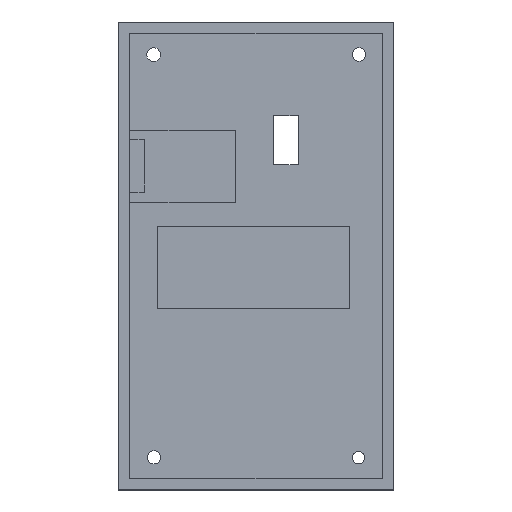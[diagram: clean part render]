
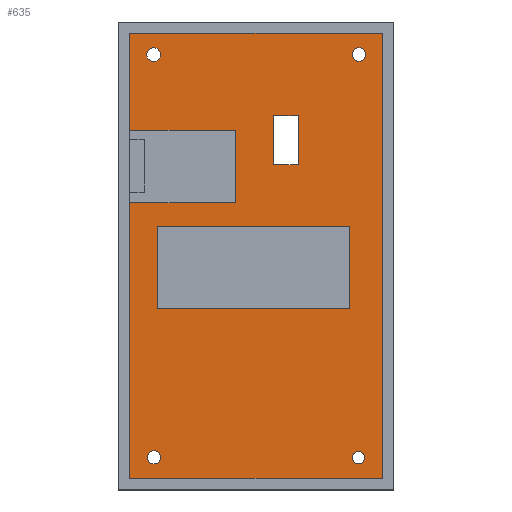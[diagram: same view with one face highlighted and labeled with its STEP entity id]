
A CAD part, top view. The second image highlights one B-rep face of the part: STEP entity #635.
In plain terms, the highlighted planar face has unit normal (0, 0, 1).
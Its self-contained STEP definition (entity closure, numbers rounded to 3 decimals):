
#269 = EDGE_CURVE('',#270,#270,#272,.T.);
#270 = VERTEX_POINT('',#271);
#271 = CARTESIAN_POINT('',(-18.355,-38.732,0.));
#272 = CIRCLE('',#273,1.263);
#273 = AXIS2_PLACEMENT_3D('',#274,#275,#276);
#274 = CARTESIAN_POINT('',(-19.618,-38.732,0.));
#275 = DIRECTION('',(0.,0.,1.));
#276 = DIRECTION('',(1.,0.,0.));
#294 = EDGE_CURVE('',#295,#295,#297,.T.);
#295 = VERTEX_POINT('',#296);
#296 = CARTESIAN_POINT('',(20.911,-38.804,0.));
#297 = CIRCLE('',#298,1.193);
#298 = AXIS2_PLACEMENT_3D('',#299,#300,#301);
#299 = CARTESIAN_POINT('',(19.718,-38.804,0.));
#300 = DIRECTION('',(0.,0.,1.));
#301 = DIRECTION('',(1.,0.,0.));
#319 = EDGE_CURVE('',#320,#320,#322,.T.);
#320 = VERTEX_POINT('',#321);
#321 = CARTESIAN_POINT('',(-18.366,38.739,0.));
#322 = CIRCLE('',#323,1.327);
#323 = AXIS2_PLACEMENT_3D('',#324,#325,#326);
#324 = CARTESIAN_POINT('',(-19.693,38.739,0.));
#325 = DIRECTION('',(0.,0.,1.));
#326 = DIRECTION('',(1.,0.,0.));
#346 = VERTEX_POINT('',#347);
#347 = CARTESIAN_POINT('',(8.119,17.512,0.));
#353 = EDGE_CURVE('',#354,#346,#356,.T.);
#354 = VERTEX_POINT('',#355);
#355 = CARTESIAN_POINT('',(3.384,17.512,0.));
#356 = LINE('',#357,#358);
#357 = CARTESIAN_POINT('',(4.059,17.512,0.));
#358 = VECTOR('',#359,1.);
#359 = DIRECTION('',(1.,0.,0.));
#377 = VERTEX_POINT('',#378);
#378 = CARTESIAN_POINT('',(8.119,26.982,0.));
#384 = EDGE_CURVE('',#346,#377,#385,.T.);
#385 = LINE('',#386,#387);
#386 = CARTESIAN_POINT('',(8.119,13.491,0.));
#387 = VECTOR('',#388,1.);
#388 = DIRECTION('',(0.,1.,0.));
#401 = EDGE_CURVE('',#402,#354,#404,.T.);
#402 = VERTEX_POINT('',#403);
#403 = CARTESIAN_POINT('',(3.384,26.982,0.));
#404 = LINE('',#405,#406);
#405 = CARTESIAN_POINT('',(3.384,8.756,0.));
#406 = VECTOR('',#407,1.);
#407 = DIRECTION('',(0.,-1.,0.));
#425 = EDGE_CURVE('',#377,#402,#426,.T.);
#426 = LINE('',#427,#428);
#427 = CARTESIAN_POINT('',(1.692,26.982,0.));
#428 = VECTOR('',#429,1.);
#429 = DIRECTION('',(-1.,0.,0.));
#440 = EDGE_CURVE('',#441,#441,#443,.T.);
#441 = VERTEX_POINT('',#442);
#442 = CARTESIAN_POINT('',(21.091,38.739,0.));
#443 = CIRCLE('',#444,1.304);
#444 = AXIS2_PLACEMENT_3D('',#445,#446,#447);
#445 = CARTESIAN_POINT('',(19.788,38.739,0.));
#446 = DIRECTION('',(0.,0.,1.));
#447 = DIRECTION('',(1.,0.,0.));
#635 = ADVANCED_FACE('',(#636,#702,#705,#739,#742,#745,#751),#754,.T.);
#636 = FACE_BOUND('',#637,.T.);
#637 = EDGE_LOOP('',(#638,#648,#656,#664,#672,#680,#688,#696));
#638 = ORIENTED_EDGE('',*,*,#639,.T.);
#639 = EDGE_CURVE('',#640,#642,#644,.T.);
#640 = VERTEX_POINT('',#641);
#641 = CARTESIAN_POINT('',(24.3,-42.8,0.));
#642 = VERTEX_POINT('',#643);
#643 = CARTESIAN_POINT('',(24.3,42.8,0.));
#644 = LINE('',#645,#646);
#645 = CARTESIAN_POINT('',(24.3,-42.8,0.));
#646 = VECTOR('',#647,1.);
#647 = DIRECTION('',(0.,1.,0.));
#648 = ORIENTED_EDGE('',*,*,#649,.T.);
#649 = EDGE_CURVE('',#642,#650,#652,.T.);
#650 = VERTEX_POINT('',#651);
#651 = CARTESIAN_POINT('',(-24.3,42.8,0.));
#652 = LINE('',#653,#654);
#653 = CARTESIAN_POINT('',(24.3,42.8,0.));
#654 = VECTOR('',#655,1.);
#655 = DIRECTION('',(-1.,0.,0.));
#656 = ORIENTED_EDGE('',*,*,#657,.T.);
#657 = EDGE_CURVE('',#650,#658,#660,.T.);
#658 = VERTEX_POINT('',#659);
#659 = CARTESIAN_POINT('',(-24.3,24.191,0.));
#660 = LINE('',#661,#662);
#661 = CARTESIAN_POINT('',(-24.3,42.8,0.));
#662 = VECTOR('',#663,1.);
#663 = DIRECTION('',(0.,-1.,0.));
#664 = ORIENTED_EDGE('',*,*,#665,.F.);
#665 = EDGE_CURVE('',#666,#658,#668,.T.);
#666 = VERTEX_POINT('',#667);
#667 = CARTESIAN_POINT('',(-3.926,24.191,0.));
#668 = LINE('',#669,#670);
#669 = CARTESIAN_POINT('',(-3.926,24.191,0.));
#670 = VECTOR('',#671,1.);
#671 = DIRECTION('',(-1.,0.,0.));
#672 = ORIENTED_EDGE('',*,*,#673,.F.);
#673 = EDGE_CURVE('',#674,#666,#676,.T.);
#674 = VERTEX_POINT('',#675);
#675 = CARTESIAN_POINT('',(-3.926,10.217,0.));
#676 = LINE('',#677,#678);
#677 = CARTESIAN_POINT('',(-3.926,10.217,0.));
#678 = VECTOR('',#679,1.);
#679 = DIRECTION('',(0.,1.,0.));
#680 = ORIENTED_EDGE('',*,*,#681,.F.);
#681 = EDGE_CURVE('',#682,#674,#684,.T.);
#682 = VERTEX_POINT('',#683);
#683 = CARTESIAN_POINT('',(-24.3,10.217,0.));
#684 = LINE('',#685,#686);
#685 = CARTESIAN_POINT('',(-24.3,10.217,0.));
#686 = VECTOR('',#687,1.);
#687 = DIRECTION('',(1.,0.,0.));
#688 = ORIENTED_EDGE('',*,*,#689,.T.);
#689 = EDGE_CURVE('',#682,#690,#692,.T.);
#690 = VERTEX_POINT('',#691);
#691 = CARTESIAN_POINT('',(-24.3,-42.8,0.));
#692 = LINE('',#693,#694);
#693 = CARTESIAN_POINT('',(-24.3,42.8,0.));
#694 = VECTOR('',#695,1.);
#695 = DIRECTION('',(0.,-1.,0.));
#696 = ORIENTED_EDGE('',*,*,#697,.T.);
#697 = EDGE_CURVE('',#690,#640,#698,.T.);
#698 = LINE('',#699,#700);
#699 = CARTESIAN_POINT('',(-24.3,-42.8,0.));
#700 = VECTOR('',#701,1.);
#701 = DIRECTION('',(1.,0.,0.));
#702 = FACE_BOUND('',#703,.T.);
#703 = EDGE_LOOP('',(#704));
#704 = ORIENTED_EDGE('',*,*,#269,.F.);
#705 = FACE_BOUND('',#706,.T.);
#706 = EDGE_LOOP('',(#707,#717,#725,#733));
#707 = ORIENTED_EDGE('',*,*,#708,.F.);
#708 = EDGE_CURVE('',#709,#711,#713,.T.);
#709 = VERTEX_POINT('',#710);
#710 = CARTESIAN_POINT('',(18.071,5.652,0.));
#711 = VERTEX_POINT('',#712);
#712 = CARTESIAN_POINT('',(-18.934,5.652,0.));
#713 = LINE('',#714,#715);
#714 = CARTESIAN_POINT('',(18.071,5.652,0.));
#715 = VECTOR('',#716,1.);
#716 = DIRECTION('',(-1.,0.,0.));
#717 = ORIENTED_EDGE('',*,*,#718,.F.);
#718 = EDGE_CURVE('',#719,#709,#721,.T.);
#719 = VERTEX_POINT('',#720);
#720 = CARTESIAN_POINT('',(18.071,-10.161,0.));
#721 = LINE('',#722,#723);
#722 = CARTESIAN_POINT('',(18.071,-10.161,0.));
#723 = VECTOR('',#724,1.);
#724 = DIRECTION('',(0.,1.,0.));
#725 = ORIENTED_EDGE('',*,*,#726,.F.);
#726 = EDGE_CURVE('',#727,#719,#729,.T.);
#727 = VERTEX_POINT('',#728);
#728 = CARTESIAN_POINT('',(-18.934,-10.161,0.));
#729 = LINE('',#730,#731);
#730 = CARTESIAN_POINT('',(-18.934,-10.161,0.));
#731 = VECTOR('',#732,1.);
#732 = DIRECTION('',(1.,0.,0.));
#733 = ORIENTED_EDGE('',*,*,#734,.F.);
#734 = EDGE_CURVE('',#711,#727,#735,.T.);
#735 = LINE('',#736,#737);
#736 = CARTESIAN_POINT('',(-18.934,5.652,0.));
#737 = VECTOR('',#738,1.);
#738 = DIRECTION('',(0.,-1.,0.));
#739 = FACE_BOUND('',#740,.T.);
#740 = EDGE_LOOP('',(#741));
#741 = ORIENTED_EDGE('',*,*,#294,.F.);
#742 = FACE_BOUND('',#743,.T.);
#743 = EDGE_LOOP('',(#744));
#744 = ORIENTED_EDGE('',*,*,#319,.F.);
#745 = FACE_BOUND('',#746,.T.);
#746 = EDGE_LOOP('',(#747,#748,#749,#750));
#747 = ORIENTED_EDGE('',*,*,#401,.F.);
#748 = ORIENTED_EDGE('',*,*,#425,.F.);
#749 = ORIENTED_EDGE('',*,*,#384,.F.);
#750 = ORIENTED_EDGE('',*,*,#353,.F.);
#751 = FACE_BOUND('',#752,.T.);
#752 = EDGE_LOOP('',(#753));
#753 = ORIENTED_EDGE('',*,*,#440,.F.);
#754 = PLANE('',#755);
#755 = AXIS2_PLACEMENT_3D('',#756,#757,#758);
#756 = CARTESIAN_POINT('',(0.,0.,0.));
#757 = DIRECTION('',(0.,0.,1.));
#758 = DIRECTION('',(1.,0.,0.));
